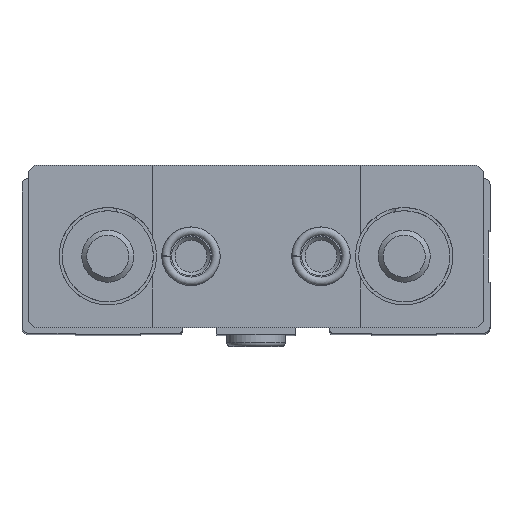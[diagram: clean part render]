
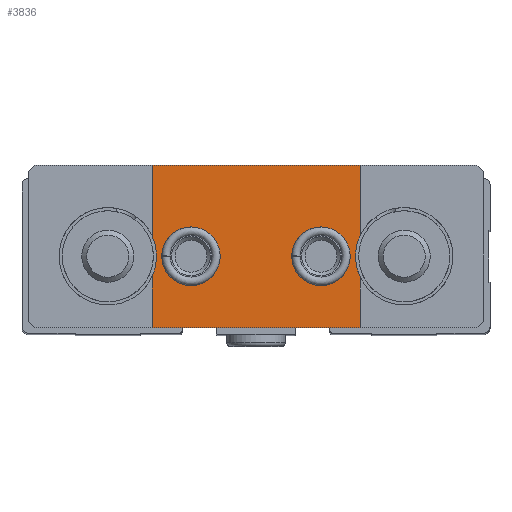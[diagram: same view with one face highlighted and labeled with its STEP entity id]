
A CAD part, top view. The second image highlights one B-rep face of the part: STEP entity #3836.
In plain terms, the highlighted planar face has unit normal (0, 0, 1).
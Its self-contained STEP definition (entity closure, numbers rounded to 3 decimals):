
#140=PLANE('',#4281);
#407=CIRCLE('',#4282,4.5);
#408=CIRCLE('',#4283,4.5);
#409=CIRCLE('',#4284,7.5);
#410=CIRCLE('',#4285,7.5);
#1166=ORIENTED_EDGE('',*,*,#1859,.F.);
#1167=ORIENTED_EDGE('',*,*,#1860,.F.);
#1168=ORIENTED_EDGE('',*,*,#1811,.T.);
#1169=ORIENTED_EDGE('',*,*,#1861,.T.);
#1170=ORIENTED_EDGE('',*,*,#1813,.T.);
#1171=ORIENTED_EDGE('',*,*,#1847,.T.);
#1172=ORIENTED_EDGE('',*,*,#1827,.T.);
#1173=ORIENTED_EDGE('',*,*,#1862,.T.);
#1174=ORIENTED_EDGE('',*,*,#1829,.T.);
#1175=ORIENTED_EDGE('',*,*,#1853,.T.);
#1811=EDGE_CURVE('',#2238,#2237,#2550,.T.);
#1813=EDGE_CURVE('',#2239,#2240,#2552,.T.);
#1827=EDGE_CURVE('',#2253,#2252,#2562,.T.);
#1829=EDGE_CURVE('',#2254,#2255,#2564,.T.);
#1847=EDGE_CURVE('',#2240,#2253,#2576,.T.);
#1853=EDGE_CURVE('',#2255,#2238,#2582,.T.);
#1859=EDGE_CURVE('',#2275,#2275,#407,.T.);
#1860=EDGE_CURVE('',#2276,#2276,#408,.T.);
#1861=EDGE_CURVE('',#2237,#2239,#409,.F.);
#1862=EDGE_CURVE('',#2252,#2254,#410,.F.);
#2237=VERTEX_POINT('',#6358);
#2238=VERTEX_POINT('',#6360);
#2239=VERTEX_POINT('',#6364);
#2240=VERTEX_POINT('',#6365);
#2252=VERTEX_POINT('',#6408);
#2253=VERTEX_POINT('',#6410);
#2254=VERTEX_POINT('',#6414);
#2255=VERTEX_POINT('',#6415);
#2275=VERTEX_POINT('',#6487);
#2276=VERTEX_POINT('',#6489);
#2550=LINE('',#6359,#2821);
#2552=LINE('',#6363,#2823);
#2562=LINE('',#6409,#2833);
#2564=LINE('',#6413,#2835);
#2576=LINE('',#6464,#2847);
#2582=LINE('',#6475,#2853);
#2821=VECTOR('',#5188,1000.);
#2823=VECTOR('',#5192,1000.);
#2833=VECTOR('',#5212,1000.);
#2835=VECTOR('',#5216,1000.);
#2847=VECTOR('',#5242,1000.);
#2853=VECTOR('',#5252,1000.);
#3115=EDGE_LOOP('',(#1166));
#3116=EDGE_LOOP('',(#1167));
#3117=EDGE_LOOP('',(#1168,#1169,#1170,#1171,#1172,#1173,#1174,#1175));
#3473=FACE_BOUND('',#3115,.T.);
#3474=FACE_BOUND('',#3116,.T.);
#3475=FACE_BOUND('',#3117,.T.);
#3836=ADVANCED_FACE('',(#3473,#3474,#3475),#140,.T.);
#4281=AXIS2_PLACEMENT_3D('',#6485,#5260,#5261);
#4282=AXIS2_PLACEMENT_3D('',#6486,#5262,#5263);
#4283=AXIS2_PLACEMENT_3D('',#6488,#5264,#5265);
#4284=AXIS2_PLACEMENT_3D('',#6490,#5266,#5267);
#4285=AXIS2_PLACEMENT_3D('',#6491,#5268,#5269);
#5188=DIRECTION('',(0.,1.,0.));
#5192=DIRECTION('',(0.,1.,0.));
#5212=DIRECTION('',(0.,-1.,0.));
#5216=DIRECTION('',(0.,-1.,0.));
#5242=DIRECTION('',(-1.,0.,0.));
#5252=DIRECTION('',(1.,0.,0.));
#5260=DIRECTION('',(0.,0.,1.));
#5261=DIRECTION('',(1.,0.,0.));
#5262=DIRECTION('',(0.,0.,1.));
#5263=DIRECTION('',(1.,0.,0.));
#5264=DIRECTION('',(0.,0.,1.));
#5265=DIRECTION('',(1.,0.,0.));
#5266=DIRECTION('',(0.,0.,1.));
#5267=DIRECTION('',(1.,0.,0.));
#5268=DIRECTION('',(0.,0.,1.));
#5269=DIRECTION('',(1.,0.,0.));
#6358=CARTESIAN_POINT('',(16.,-3.164,22.));
#6359=CARTESIAN_POINT('',(16.,0.,22.));
#6360=CARTESIAN_POINT('',(16.,-11.,22.));
#6363=CARTESIAN_POINT('',(16.,0.,22.));
#6364=CARTESIAN_POINT('',(16.,3.164,22.));
#6365=CARTESIAN_POINT('',(16.,14.,22.));
#6408=CARTESIAN_POINT('',(-16.,3.164,22.));
#6409=CARTESIAN_POINT('',(-16.,0.,22.));
#6410=CARTESIAN_POINT('',(-16.,14.,22.));
#6413=CARTESIAN_POINT('',(-16.,0.,22.));
#6414=CARTESIAN_POINT('',(-16.,-3.164,22.));
#6415=CARTESIAN_POINT('',(-16.,-11.,22.));
#6464=CARTESIAN_POINT('',(35.,14.,22.));
#6475=CARTESIAN_POINT('',(-35.,-11.,22.));
#6485=CARTESIAN_POINT('',(0.,0.,22.));
#6486=CARTESIAN_POINT('',(-10.,0.,22.));
#6487=CARTESIAN_POINT('',(-5.5,0.,22.));
#6488=CARTESIAN_POINT('',(10.,0.,22.));
#6489=CARTESIAN_POINT('',(14.5,0.,22.));
#6490=CARTESIAN_POINT('',(22.8,0.,22.));
#6491=CARTESIAN_POINT('',(-22.8,0.,22.));
